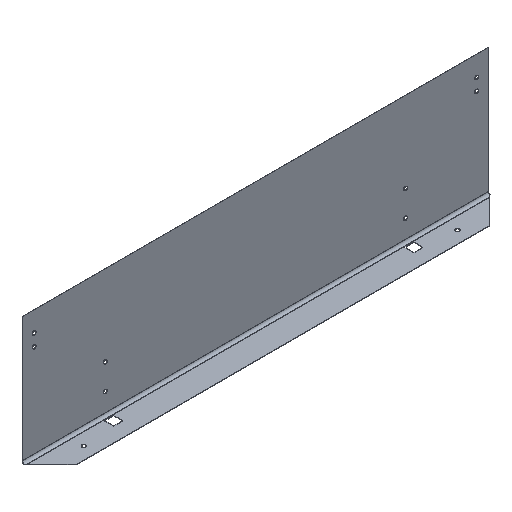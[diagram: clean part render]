
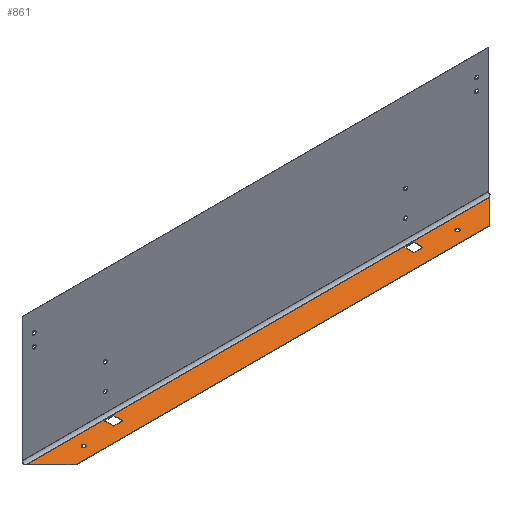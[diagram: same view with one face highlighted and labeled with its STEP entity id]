
A CAD part, isometric view. The second image highlights one B-rep face of the part: STEP entity #861.
In plain terms, the highlighted planar face has unit normal (0, 0, 1).
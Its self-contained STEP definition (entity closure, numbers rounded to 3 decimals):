
#6 = AXIS2_PLACEMENT_3D ( 'NONE', #1050, #811, #1513 ) ;
#8 = CARTESIAN_POINT ( 'NONE',  ( -180.685, -62.385, 0.531 ) ) ;
#11 = VERTEX_POINT ( 'NONE', #455 ) ;
#13 = FACE_BOUND ( 'NONE', #610, .T. ) ;
#50 = EDGE_CURVE ( 'NONE', #313, #305, #146, .T. ) ;
#74 = EDGE_CURVE ( 'NONE', #395, #1075, #568, .T. ) ;
#86 = VECTOR ( 'NONE', #844, 1000. ) ;
#87 = DIRECTION ( 'NONE',  ( 0., 0., 1. ) ) ;
#89 = DIRECTION ( 'NONE',  ( -1., 0., 0. ) ) ;
#94 = LINE ( 'NONE', #1150, #790 ) ;
#101 = CARTESIAN_POINT ( 'NONE',  ( 170.185, -62.385, 0.531 ) ) ;
#107 = EDGE_CURVE ( 'NONE', #305, #481, #94, .T. ) ;
#112 = FACE_OUTER_BOUND ( 'NONE', #437, .T. ) ;
#125 = VECTOR ( 'NONE', #942, 1000. ) ;
#137 = FACE_BOUND ( 'NONE', #510, .T. ) ;
#139 = LINE ( 'NONE', #8, #275 ) ;
#143 = DIRECTION ( 'NONE',  ( 1., 0., 0. ) ) ;
#146 = LINE ( 'NONE', #1424, #688 ) ;
#148 = ORIENTED_EDGE ( 'NONE', *, *, #1379, .T. ) ;
#157 = ORIENTED_EDGE ( 'NONE', *, *, #495, .F. ) ;
#159 = VERTEX_POINT ( 'NONE', #966 ) ;
#191 = ORIENTED_EDGE ( 'NONE', *, *, #1388, .F. ) ;
#212 = CARTESIAN_POINT ( 'NONE',  ( 218.5, -75.532, 0.531 ) ) ;
#222 = CIRCLE ( 'NONE', #1321, 2.1 ) ;
#223 = CARTESIAN_POINT ( 'NONE',  ( -180.685, -72.885, 0.531 ) ) ;
#224 = VECTOR ( 'NONE', #314, 1000. ) ;
#237 = CARTESIAN_POINT ( 'NONE',  ( 241.75, -90., 0.531 ) ) ;
#252 = DIRECTION ( 'NONE',  ( 0., 1., 0. ) ) ;
#256 = LINE ( 'NONE', #1429, #723 ) ;
#275 = VECTOR ( 'NONE', #1293, 1000. ) ;
#283 = EDGE_CURVE ( 'NONE', #159, #11, #1247, .T. ) ;
#295 = VERTEX_POINT ( 'NONE', #986 ) ;
#300 = CARTESIAN_POINT ( 'NONE',  ( -241.75, -90., 0.531 ) ) ;
#305 = VERTEX_POINT ( 'NONE', #1143 ) ;
#313 = VERTEX_POINT ( 'NONE', #644 ) ;
#314 = DIRECTION ( 'NONE',  ( 0., -1., 0. ) ) ;
#318 = DIRECTION ( 'NONE',  ( 1., 0., 0. ) ) ;
#330 = LINE ( 'NONE', #448, #224 ) ;
#335 = LINE ( 'NONE', #1157, #987 ) ;
#355 = ORIENTED_EDGE ( 'NONE', *, *, #1433, .F. ) ;
#382 = DIRECTION ( 'NONE',  ( -1., 0., 0. ) ) ;
#390 = EDGE_CURVE ( 'NONE', #1240, #532, #222, .T. ) ;
#395 = VERTEX_POINT ( 'NONE', #1141 ) ;
#437 = EDGE_LOOP ( 'NONE', ( #148, #678, #449, #1086 ) ) ;
#444 = EDGE_LOOP ( 'NONE', ( #1201, #1435, #977, #819 ) ) ;
#448 = CARTESIAN_POINT ( 'NONE',  ( -180.685, -62.385, 0.531 ) ) ;
#449 = ORIENTED_EDGE ( 'NONE', *, *, #1269, .T. ) ;
#455 = CARTESIAN_POINT ( 'NONE',  ( -270.685, -61.065, 0.531 ) ) ;
#463 = ORIENTED_EDGE ( 'NONE', *, *, #1102, .F. ) ;
#481 = VERTEX_POINT ( 'NONE', #1188 ) ;
#495 = EDGE_CURVE ( 'NONE', #1075, #905, #139, .T. ) ;
#510 = EDGE_LOOP ( 'NONE', ( #463, #826 ) ) ;
#527 = VECTOR ( 'NONE', #318, 1000. ) ;
#530 = VERTEX_POINT ( 'NONE', #237 ) ;
#532 = VERTEX_POINT ( 'NONE', #615 ) ;
#559 = DIRECTION ( 'NONE',  ( 0., 0., 1. ) ) ;
#568 = LINE ( 'NONE', #1494, #86 ) ;
#572 = VECTOR ( 'NONE', #89, 1000. ) ;
#585 = CARTESIAN_POINT ( 'NONE',  ( -180.685, -72.885, 0.531 ) ) ;
#592 = PLANE ( 'NONE',  #799 ) ;
#606 = CARTESIAN_POINT ( 'NONE',  ( 0., 0., 0.531 ) ) ;
#610 = EDGE_LOOP ( 'NONE', ( #1479, #355, #1367, #157 ) ) ;
#615 = CARTESIAN_POINT ( 'NONE',  ( -216.4, -75.532, 0.531 ) ) ;
#626 = VECTOR ( 'NONE', #849, 1000. ) ;
#644 = CARTESIAN_POINT ( 'NONE',  ( 180.685, -72.885, 0.531 ) ) ;
#661 = EDGE_CURVE ( 'NONE', #666, #530, #997, .T. ) ;
#666 = VERTEX_POINT ( 'NONE', #888 ) ;
#674 = CIRCLE ( 'NONE', #1474, 2.1 ) ;
#676 = DIRECTION ( 'NONE',  ( 0.707, 0.707, 0. ) ) ;
#678 = ORIENTED_EDGE ( 'NONE', *, *, #283, .T. ) ;
#688 = VECTOR ( 'NONE', #252, 1000. ) ;
#723 = VECTOR ( 'NONE', #143, 1000. ) ;
#735 = LINE ( 'NONE', #1117, #626 ) ;
#781 = CARTESIAN_POINT ( 'NONE',  ( -170.185, -62.385, 0.531 ) ) ;
#783 = DIRECTION ( 'NONE',  ( 1., 0., 0. ) ) ;
#790 = VECTOR ( 'NONE', #382, 1000. ) ;
#799 = AXIS2_PLACEMENT_3D ( 'NONE', #606, #1398, #956 ) ;
#811 = DIRECTION ( 'NONE',  ( 0., 0., 1. ) ) ;
#819 = ORIENTED_EDGE ( 'NONE', *, *, #107, .F. ) ;
#826 = ORIENTED_EDGE ( 'NONE', *, *, #390, .F. ) ;
#836 = CARTESIAN_POINT ( 'NONE',  ( -180.685, -62.385, 0.531 ) ) ;
#844 = DIRECTION ( 'NONE',  ( 0., 1., 0. ) ) ;
#849 = DIRECTION ( 'NONE',  ( 0.707, -0.707, 0. ) ) ;
#861 = ADVANCED_FACE ( 'NONE', ( #13, #1516, #137, #935, #112 ), #592, .T. ) ;
#885 = EDGE_CURVE ( 'NONE', #481, #1514, #1292, .T. ) ;
#888 = CARTESIAN_POINT ( 'NONE',  ( -241.75, -90., 0.531 ) ) ;
#905 = VERTEX_POINT ( 'NONE', #836 ) ;
#908 = CARTESIAN_POINT ( 'NONE',  ( 0., -61.065, 0.531 ) ) ;
#933 = VERTEX_POINT ( 'NONE', #1431 ) ;
#935 = FACE_BOUND ( 'NONE', #1213, .T. ) ;
#942 = DIRECTION ( 'NONE',  ( 0., -1., 0. ) ) ;
#956 = DIRECTION ( 'NONE',  ( 1., 0., 0. ) ) ;
#966 = CARTESIAN_POINT ( 'NONE',  ( 270.685, -61.065, 0.531 ) ) ;
#977 = ORIENTED_EDGE ( 'NONE', *, *, #885, .F. ) ;
#986 = CARTESIAN_POINT ( 'NONE',  ( 216.4, -75.532, 0.531 ) ) ;
#987 = VECTOR ( 'NONE', #676, 1000. ) ;
#997 = LINE ( 'NONE', #300, #1080 ) ;
#1025 = DIRECTION ( 'NONE',  ( 1., 0., 0. ) ) ;
#1031 = EDGE_CURVE ( 'NONE', #905, #1376, #330, .T. ) ;
#1050 = CARTESIAN_POINT ( 'NONE',  ( 218.5, -75.532, 0.531 ) ) ;
#1067 = CARTESIAN_POINT ( 'NONE',  ( 170.185, -72.885, 0.531 ) ) ;
#1075 = VERTEX_POINT ( 'NONE', #781 ) ;
#1080 = VECTOR ( 'NONE', #1462, 1000. ) ;
#1086 = ORIENTED_EDGE ( 'NONE', *, *, #661, .T. ) ;
#1092 = ORIENTED_EDGE ( 'NONE', *, *, #1210, .F. ) ;
#1102 = EDGE_CURVE ( 'NONE', #532, #1240, #1395, .T. ) ;
#1117 = CARTESIAN_POINT ( 'NONE',  ( -278.5, -53.25, 0.531 ) ) ;
#1125 = CARTESIAN_POINT ( 'NONE',  ( -218.5, -75.532, 0.531 ) ) ;
#1141 = CARTESIAN_POINT ( 'NONE',  ( -170.185, -72.885, 0.531 ) ) ;
#1143 = CARTESIAN_POINT ( 'NONE',  ( 180.685, -62.385, 0.531 ) ) ;
#1150 = CARTESIAN_POINT ( 'NONE',  ( 180.685, -62.385, 0.531 ) ) ;
#1157 = CARTESIAN_POINT ( 'NONE',  ( 278.5, -53.25, 0.531 ) ) ;
#1184 = CARTESIAN_POINT ( 'NONE',  ( -220.6, -75.532, 0.531 ) ) ;
#1188 = CARTESIAN_POINT ( 'NONE',  ( 170.185, -62.385, 0.531 ) ) ;
#1201 = ORIENTED_EDGE ( 'NONE', *, *, #50, .F. ) ;
#1206 = AXIS2_PLACEMENT_3D ( 'NONE', #1475, #87, #1025 ) ;
#1210 = EDGE_CURVE ( 'NONE', #933, #295, #1300, .T. ) ;
#1213 = EDGE_LOOP ( 'NONE', ( #1092, #191 ) ) ;
#1240 = VERTEX_POINT ( 'NONE', #1184 ) ;
#1247 = LINE ( 'NONE', #908, #572 ) ;
#1269 = EDGE_CURVE ( 'NONE', #11, #666, #735, .T. ) ;
#1291 = EDGE_CURVE ( 'NONE', #1514, #313, #256, .T. ) ;
#1292 = LINE ( 'NONE', #101, #125 ) ;
#1293 = DIRECTION ( 'NONE',  ( -1., 0., 0. ) ) ;
#1300 = CIRCLE ( 'NONE', #6, 2.1 ) ;
#1321 = AXIS2_PLACEMENT_3D ( 'NONE', #1125, #1483, #783 ) ;
#1367 = ORIENTED_EDGE ( 'NONE', *, *, #1031, .F. ) ;
#1376 = VERTEX_POINT ( 'NONE', #223 ) ;
#1379 = EDGE_CURVE ( 'NONE', #530, #159, #335, .T. ) ;
#1388 = EDGE_CURVE ( 'NONE', #295, #933, #674, .T. ) ;
#1395 = CIRCLE ( 'NONE', #1206, 2.1 ) ;
#1398 = DIRECTION ( 'NONE',  ( 0., 0., 1. ) ) ;
#1424 = CARTESIAN_POINT ( 'NONE',  ( 180.685, -62.385, 0.531 ) ) ;
#1429 = CARTESIAN_POINT ( 'NONE',  ( 180.685, -72.885, 0.531 ) ) ;
#1431 = CARTESIAN_POINT ( 'NONE',  ( 220.6, -75.532, 0.531 ) ) ;
#1433 = EDGE_CURVE ( 'NONE', #1376, #395, #1503, .T. ) ;
#1435 = ORIENTED_EDGE ( 'NONE', *, *, #1291, .F. ) ;
#1462 = DIRECTION ( 'NONE',  ( 1., 0., 0. ) ) ;
#1474 = AXIS2_PLACEMENT_3D ( 'NONE', #212, #559, #1478 ) ;
#1475 = CARTESIAN_POINT ( 'NONE',  ( -218.5, -75.532, 0.531 ) ) ;
#1478 = DIRECTION ( 'NONE',  ( 1., 0., 0. ) ) ;
#1479 = ORIENTED_EDGE ( 'NONE', *, *, #74, .F. ) ;
#1483 = DIRECTION ( 'NONE',  ( 0., 0., 1. ) ) ;
#1494 = CARTESIAN_POINT ( 'NONE',  ( -170.185, -62.385, 0.531 ) ) ;
#1503 = LINE ( 'NONE', #585, #527 ) ;
#1513 = DIRECTION ( 'NONE',  ( 1., 0., 0. ) ) ;
#1514 = VERTEX_POINT ( 'NONE', #1067 ) ;
#1516 = FACE_BOUND ( 'NONE', #444, .T. ) ;
